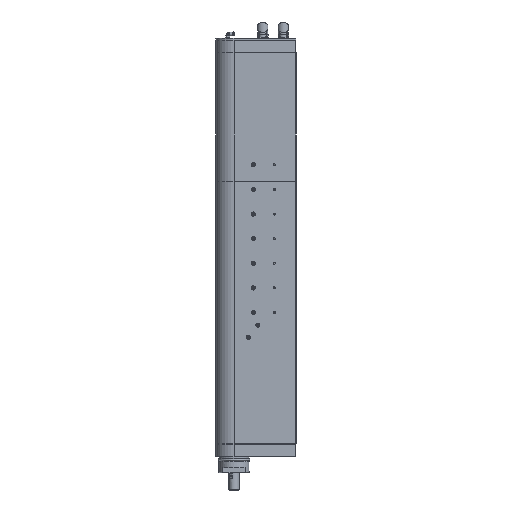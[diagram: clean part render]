
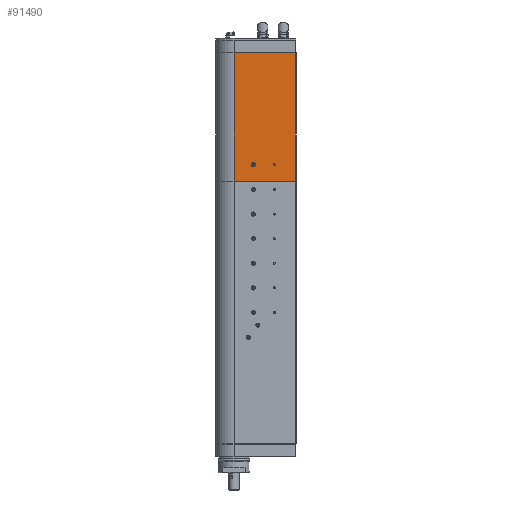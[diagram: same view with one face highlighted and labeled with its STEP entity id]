
A CAD part, left-side view. The second image highlights one B-rep face of the part: STEP entity #91490.
In plain terms, the highlighted planar face has unit normal (-1, 0, 0).
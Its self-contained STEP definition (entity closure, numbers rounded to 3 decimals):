
#181 = VERTEX_POINT ( 'NONE', #100403 ) ;
#2919 = EDGE_LOOP ( 'NONE', ( #3836 ) ) ;
#3121 = LINE ( 'NONE', #63820, #55794 ) ;
#3836 = ORIENTED_EDGE ( 'NONE', *, *, #86262, .F. ) ;
#7076 = DIRECTION ( 'NONE',  ( 1., 0., 0. ) ) ;
#8698 = PLANE ( 'NONE',  #21246 ) ;
#20508 = VERTEX_POINT ( 'NONE', #40348 ) ;
#20540 = EDGE_LOOP ( 'NONE', ( #70022 ) ) ;
#21246 = AXIS2_PLACEMENT_3D ( 'NONE', #104938, #7076, #58056 ) ;
#22259 = VERTEX_POINT ( 'NONE', #35872 ) ;
#24442 = VERTEX_POINT ( 'NONE', #77755 ) ;
#25534 = EDGE_CURVE ( 'NONE', #22259, #22259, #99510, .T. ) ;
#25619 = DIRECTION ( 'NONE',  ( 0., 0., 1. ) ) ;
#27365 = DIRECTION ( 'NONE',  ( 0., -1., 0. ) ) ;
#33150 = DIRECTION ( 'NONE',  ( 0., 0., -1. ) ) ;
#33734 = AXIS2_PLACEMENT_3D ( 'NONE', #99899, #122625, #25619 ) ;
#34864 = CARTESIAN_POINT ( 'NONE',  ( -44., -98., 680. ) ) ;
#35872 = CARTESIAN_POINT ( 'NONE',  ( -44., -98., 682.5 ) ) ;
#37286 = ORIENTED_EDGE ( 'NONE', *, *, #78790, .T. ) ;
#40348 = CARTESIAN_POINT ( 'NONE',  ( -44., -149., 640. ) ) ;
#46597 = CARTESIAN_POINT ( 'NONE',  ( -44., -149., 952.9 ) ) ;
#51595 = VERTEX_POINT ( 'NONE', #46597 ) ;
#55794 = VECTOR ( 'NONE', #122916, 1000. ) ;
#58056 = DIRECTION ( 'NONE',  ( 0., 0., -1. ) ) ;
#62426 = EDGE_CURVE ( 'NONE', #20508, #51595, #139967, .T. ) ;
#63820 = CARTESIAN_POINT ( 'NONE',  ( -44., 0., 952.9 ) ) ;
#66654 = VECTOR ( 'NONE', #141581, 1000. ) ;
#67953 = LINE ( 'NONE', #130209, #101452 ) ;
#68927 = DIRECTION ( 'NONE',  ( 0., 0., 1. ) ) ;
#70022 = ORIENTED_EDGE ( 'NONE', *, *, #25534, .F. ) ;
#70211 = FACE_OUTER_BOUND ( 'NONE', #159422, .T. ) ;
#73925 = FACE_BOUND ( 'NONE', #2919, .T. ) ;
#77755 = CARTESIAN_POINT ( 'NONE',  ( -44., 0., 640. ) ) ;
#78790 = EDGE_CURVE ( 'NONE', #51595, #114210, #3121, .T. ) ;
#80173 = CIRCLE ( 'NONE', #33734, 5. ) ;
#82080 = EDGE_CURVE ( 'NONE', #24442, #20508, #137290, .T. ) ;
#86262 = EDGE_CURVE ( 'NONE', #181, #181, #80173, .T. ) ;
#87990 = CARTESIAN_POINT ( 'NONE',  ( -44., -149., 640. ) ) ;
#91277 = ORIENTED_EDGE ( 'NONE', *, *, #117572, .T. ) ;
#91490 = ADVANCED_FACE ( 'NONE', ( #147474, #70211, #73925 ), #8698, .F. ) ;
#93893 = CARTESIAN_POINT ( 'NONE',  ( -44., -149., 953. ) ) ;
#96324 = DIRECTION ( 'NONE',  ( -1., 0., 0. ) ) ;
#99510 = CIRCLE ( 'NONE', #133141, 2.5 ) ;
#99697 = CARTESIAN_POINT ( 'NONE',  ( -44., 0., 952.9 ) ) ;
#99899 = CARTESIAN_POINT ( 'NONE',  ( -44., -47., 680. ) ) ;
#100403 = CARTESIAN_POINT ( 'NONE',  ( -44., -47., 685. ) ) ;
#101452 = VECTOR ( 'NONE', #33150, 1000. ) ;
#104938 = CARTESIAN_POINT ( 'NONE',  ( -44., -151., 953. ) ) ;
#112564 = ORIENTED_EDGE ( 'NONE', *, *, #82080, .T. ) ;
#114210 = VERTEX_POINT ( 'NONE', #99697 ) ;
#116818 = VECTOR ( 'NONE', #27365, 1000. ) ;
#117572 = EDGE_CURVE ( 'NONE', #114210, #24442, #67953, .T. ) ;
#122625 = DIRECTION ( 'NONE',  ( -1., 0., 0. ) ) ;
#122916 = DIRECTION ( 'NONE',  ( 0., 1., 0. ) ) ;
#130209 = CARTESIAN_POINT ( 'NONE',  ( -44., 0., 953. ) ) ;
#131823 = ORIENTED_EDGE ( 'NONE', *, *, #62426, .T. ) ;
#133141 = AXIS2_PLACEMENT_3D ( 'NONE', #34864, #96324, #68927 ) ;
#137290 = LINE ( 'NONE', #87990, #116818 ) ;
#139967 = LINE ( 'NONE', #93893, #66654 ) ;
#141581 = DIRECTION ( 'NONE',  ( 0., 0., 1. ) ) ;
#147474 = FACE_BOUND ( 'NONE', #20540, .T. ) ;
#159422 = EDGE_LOOP ( 'NONE', ( #91277, #112564, #131823, #37286 ) ) ;
